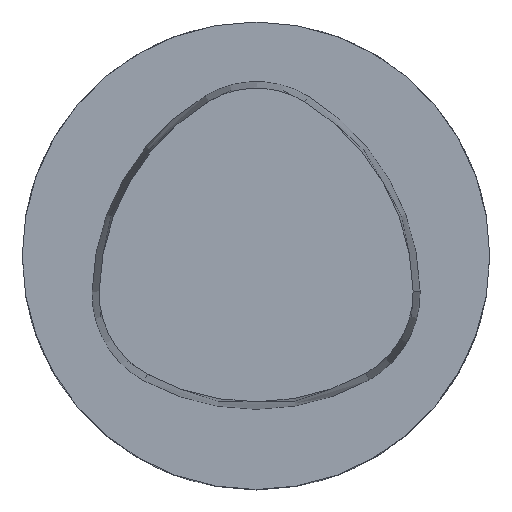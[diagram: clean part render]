
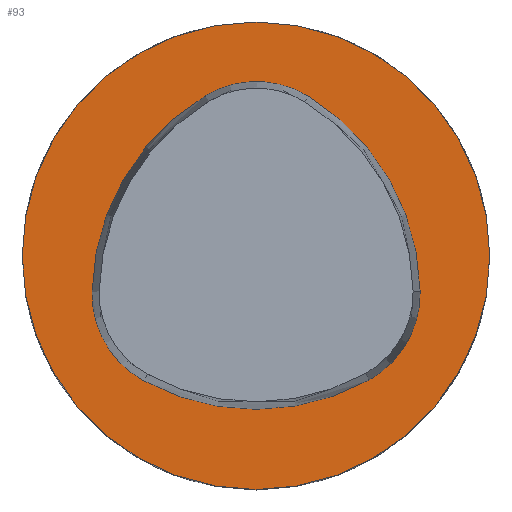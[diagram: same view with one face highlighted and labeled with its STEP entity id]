
A CAD part, top view. The second image highlights one B-rep face of the part: STEP entity #93.
In plain terms, the highlighted planar face has unit normal (0, 0, 1).
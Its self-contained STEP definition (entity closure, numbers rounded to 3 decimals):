
#93=ADVANCED_FACE('',(#175),#138,.T.);
#138=PLANE('',#920);
#175=FACE_OUTER_BOUND('',#229,.T.);
#229=EDGE_LOOP('',(#407));
#269=CIRCLE('',#913,20.);
#407=ORIENTED_EDGE('',*,*,#661,.F.);
#572=VERTEX_POINT('',#1346);
#661=EDGE_CURVE('',#572,#572,#269,.T.);
#913=AXIS2_PLACEMENT_3D('',#1345,#1084,#1085);
#920=AXIS2_PLACEMENT_3D('',#1366,#1102,#1103);
#1084=DIRECTION('',(0.,0.,-1.));
#1085=DIRECTION('',(-1.,0.,0.));
#1102=DIRECTION('',(0.,0.,1.));
#1103=DIRECTION('',(1.,0.,0.));
#1345=CARTESIAN_POINT('',(0.,0.,0.));
#1346=CARTESIAN_POINT('',(-20.,0.,0.));
#1366=CARTESIAN_POINT('',(0.,0.,0.));
